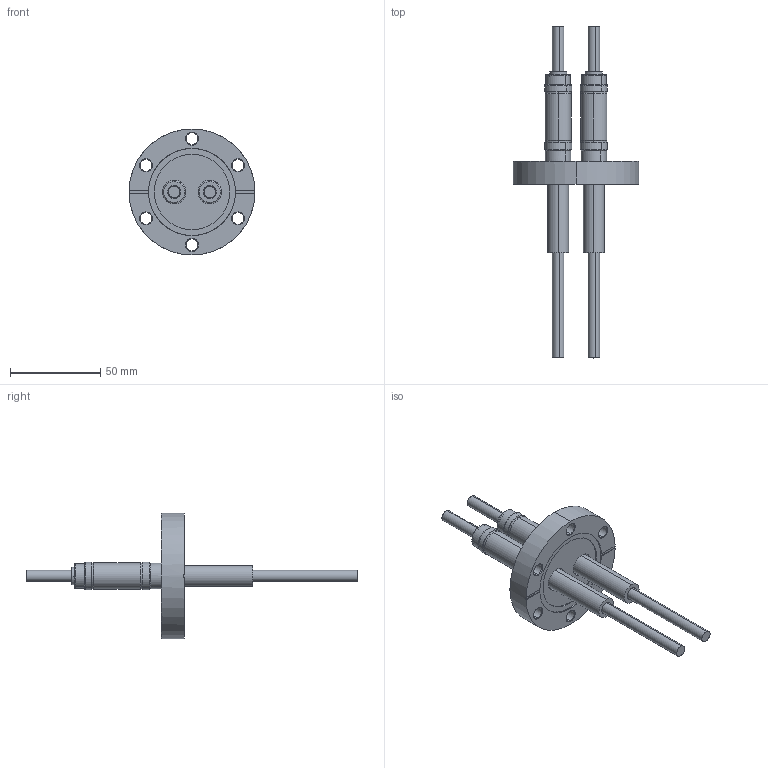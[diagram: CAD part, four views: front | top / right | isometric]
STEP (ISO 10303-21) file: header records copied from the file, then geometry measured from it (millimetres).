
FILE_DESCRIPTION (( 'STEP AP203' ), '1' );
FILE_NAME ('A0550-2-CF.STEP', '2013-06-10T13:40:37', ( '' ), ( '' ), 'SwSTEP 2.0', 'SolidWorks 2012', '' );
FILE_SCHEMA (( 'CONFIG_CONTROL_DESIGN' ));
Length unit declared in the file: inch
Products named in the file (1): A0550-2-CF
Bounding box: 69.85 x 184.15 x 69.85 mm (x, y, z)
Volume: 70074.9 mm3; surface area: 34500.3 mm2
Topology: 1 solids, 1 shells, 177 faces, 386 edges, 232 vertices
Faces by surface type: cylinder 78, cone 52, plane 31, torus 16
Entity records: 4975 total; most frequent: DIRECTION 982, CARTESIAN_POINT 796, ORIENTED_EDGE 772, AXIS2_PLACEMENT_3D 418, EDGE_CURVE 386, CIRCLE 240, VERTEX_POINT 232, EDGE_LOOP 210
